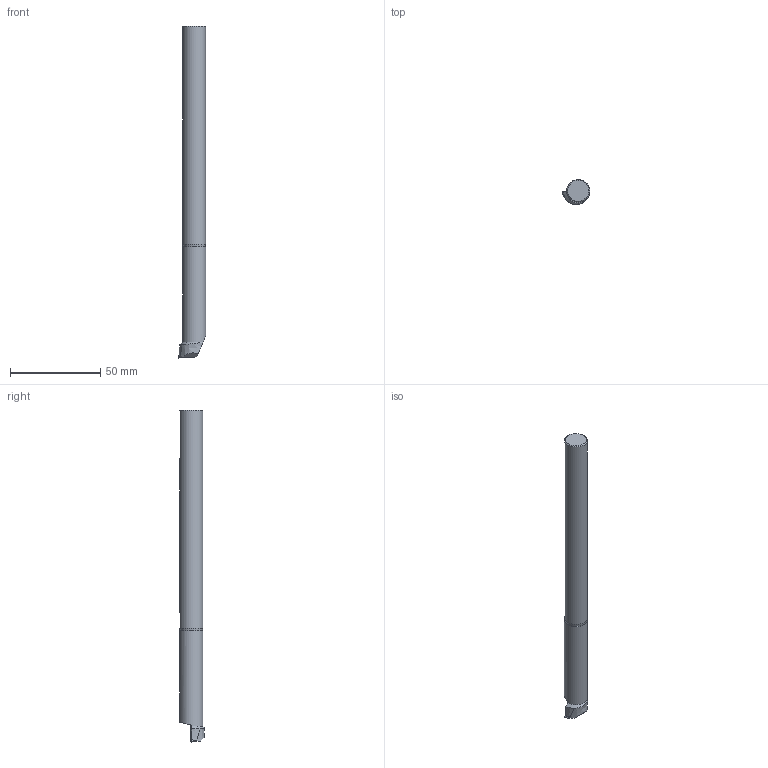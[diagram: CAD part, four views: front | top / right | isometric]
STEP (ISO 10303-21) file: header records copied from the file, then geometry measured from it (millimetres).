
FILE_DESCRIPTION(/* description */ (''),/* implementation_level */ '2;1');
FILE_NAME(/* name */ '1545386212124.stp',/* time_stamp */ '2018-12-21T10:57:04+01:00',/* author */ (''),/* organization */ ('SMS'),/* preprocessor_version */ 'ST-DEVELOPER v15',/* originating_system */ 'SIEMENS PLM Software NX 8.5',/* authorisation */ '');
FILE_SCHEMA (('AUTOMOTIVE_DESIGN { 1 0 10303 214 3 1 1 1 }'));
Length unit declared in the file: millimetre
Products named in the file (4): ASSEMBLY_CONSTRUCTION; IsoTurningInsert; 202034942mod000_00; 202040001mod000_00
Assembly tree (3 placements, depth 2):
  202040001mod000_00
    202034942mod000_00
    IsoTurningInsert
    ASSEMBLY_CONSTRUCTION
Bounding box: 15.3 x 13.68 x 184.15 mm (x, y, z)
Volume: 20046.1 mm3; surface area: 9140.8 mm2
Topology: 2 solids, 3 shells, 43 faces, 108 edges, 76 vertices
Faces by surface type: plane 23, cone 11, cylinder 6, torus 2, extrusion 1
Full cylindrical faces by diameter (mm): 2.5 x1, 9.55 x1, 10.4 x1, 12.7 x1, 12.85 x1
Entity records: 1398 total; most frequent: CARTESIAN_POINT 278, DIRECTION 217, ORIENTED_EDGE 174, AXIS2_PLACEMENT_3D 88, EDGE_CURVE 87, VERTEX_POINT 64, EDGE_LOOP 59, ADVANCED_FACE 43
